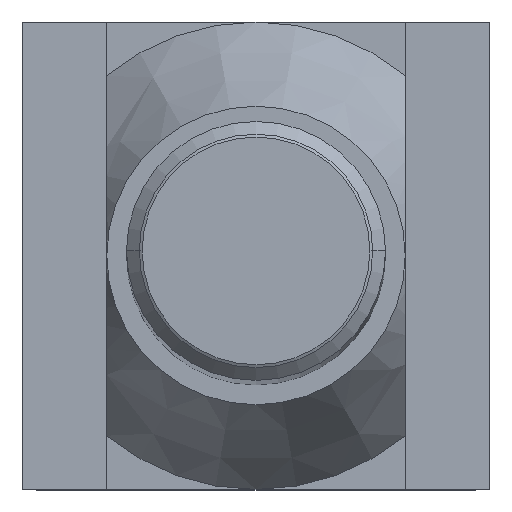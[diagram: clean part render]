
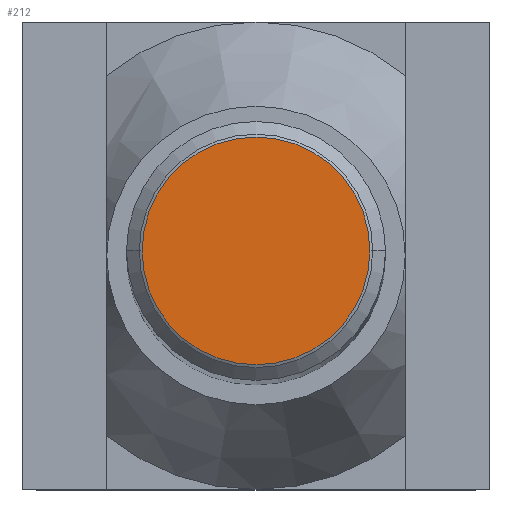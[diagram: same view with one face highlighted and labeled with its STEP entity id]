
A CAD part, top view. The second image highlights one B-rep face of the part: STEP entity #212.
In plain terms, the highlighted planar face has unit normal (0, 0, 1).
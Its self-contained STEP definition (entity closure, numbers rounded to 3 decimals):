
#186=VERTEX_POINT('',#446);
#212=ADVANCED_FACE('',(#474),#475,.T.);
#214=EDGE_CURVE('',#186,#308,#477,.T.);
#308=VERTEX_POINT('',#583);
#342=EDGE_CURVE('',#308,#186,#620,.T.);
#446=CARTESIAN_POINT('',(-15.835,0.,400.0));
#474=FACE_OUTER_BOUND('',#770,.T.);
#475=PLANE('',#771);
#477=CIRCLE('',#774,15.835);
#583=CARTESIAN_POINT('',(15.835,0.,400.0));
#620=CIRCLE('',#976,15.835);
#770=EDGE_LOOP('',(#1141,#1142));
#771=AXIS2_PLACEMENT_3D('',#1143,#1144,#1145);
#774=AXIS2_PLACEMENT_3D('',#1146,#1147,#1148);
#976=AXIS2_PLACEMENT_3D('',#1317,#1318,#1319);
#1141=ORIENTED_EDGE('',*,*,#342,.T.);
#1142=ORIENTED_EDGE('',*,*,#214,.T.);
#1143=CARTESIAN_POINT('',(-8.,0.,400.0));
#1144=DIRECTION('',(0.0,0.0,1.0));
#1145=DIRECTION('',(-1.0,0.,0.0));
#1146=CARTESIAN_POINT('',(0.,0.,400.0));
#1147=DIRECTION('',(0.0,-0.0,1.0));
#1148=DIRECTION('',(1.0,0.,0.0));
#1317=CARTESIAN_POINT('',(0.,0.,400.0));
#1318=DIRECTION('',(0.0,-0.0,1.0));
#1319=DIRECTION('',(1.0,0.,0.0));
